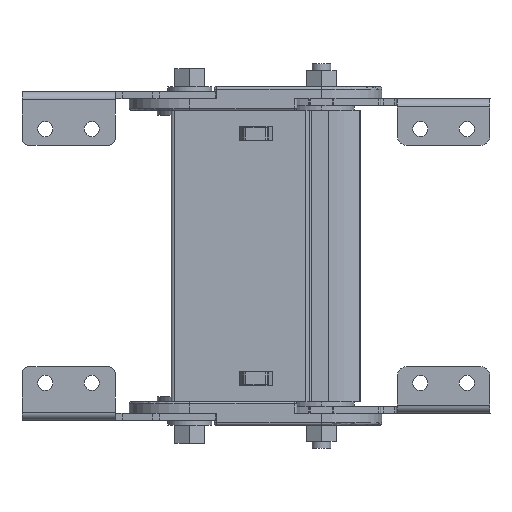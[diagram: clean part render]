
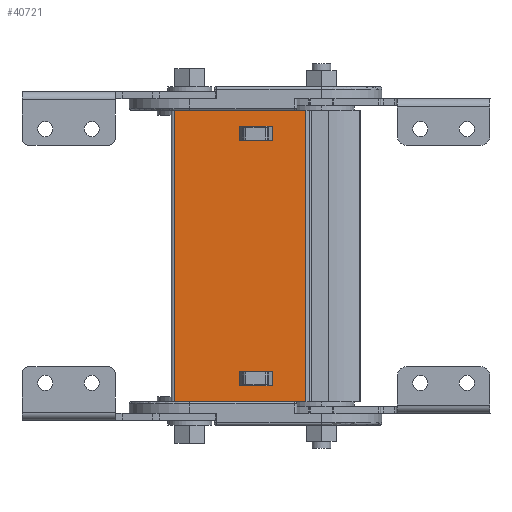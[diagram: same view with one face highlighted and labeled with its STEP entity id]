
A CAD part, front view. The second image highlights one B-rep face of the part: STEP entity #40721.
In plain terms, the highlighted planar face has unit normal (0, -1, 0).
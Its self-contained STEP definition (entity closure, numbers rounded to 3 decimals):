
#417 = EDGE_CURVE ( 'NONE', #1566, #40249, #43382, .T. ) ;
#551 = EDGE_LOOP ( 'NONE', ( #20121, #21995, #11404, #5792 ) ) ;
#1566 = VERTEX_POINT ( 'NONE', #37378 ) ;
#1782 = VECTOR ( 'NONE', #23704, 1000. ) ;
#2480 = VECTOR ( 'NONE', #33838, 1000. ) ;
#3700 = EDGE_CURVE ( 'NONE', #40249, #16092, #36362, .T. ) ;
#3856 = DIRECTION ( 'NONE',  ( -1., 0., 0. ) ) ;
#4027 = CARTESIAN_POINT ( 'NONE',  ( -40.833, 71.004, 39.784 ) ) ;
#5205 = CARTESIAN_POINT ( 'NONE',  ( -26.833, 71.004, 39.784 ) ) ;
#5792 = ORIENTED_EDGE ( 'NONE', *, *, #14610, .T. ) ;
#5906 = DIRECTION ( 'NONE',  ( 0., 0., -1. ) ) ;
#6598 = CARTESIAN_POINT ( 'NONE',  ( -12.613, 71.004, -72.166 ) ) ;
#6763 = FACE_OUTER_BOUND ( 'NONE', #41432, .T. ) ;
#7084 = DIRECTION ( 'NONE',  ( -1., 0., 0. ) ) ;
#7376 = CARTESIAN_POINT ( 'NONE',  ( -43.833, 71.004, 52.834 ) ) ;
#7520 = VECTOR ( 'NONE', #50449, 1000. ) ;
#9139 = EDGE_CURVE ( 'NONE', #32394, #22767, #35437, .T. ) ;
#9255 = VECTOR ( 'NONE', #3856, 1000. ) ;
#10235 = ORIENTED_EDGE ( 'NONE', *, *, #9139, .F. ) ;
#10608 = LINE ( 'NONE', #31910, #21223 ) ;
#11404 = ORIENTED_EDGE ( 'NONE', *, *, #22988, .T. ) ;
#12777 = LINE ( 'NONE', #39314, #22115 ) ;
#13078 = LINE ( 'NONE', #18708, #7520 ) ;
#13198 = CARTESIAN_POINT ( 'NONE',  ( -40.833, 71.004, -59.116 ) ) ;
#14190 = ORIENTED_EDGE ( 'NONE', *, *, #19795, .F. ) ;
#14220 = CARTESIAN_POINT ( 'NONE',  ( -68.813, 71.004, 134.453 ) ) ;
#14610 = EDGE_CURVE ( 'NONE', #38751, #36842, #31314, .T. ) ;
#15197 = LINE ( 'NONE', #14220, #15845 ) ;
#15478 = FACE_BOUND ( 'NONE', #36515, .T. ) ;
#15845 = VECTOR ( 'NONE', #5906, 1000. ) ;
#16092 = VERTEX_POINT ( 'NONE', #24610 ) ;
#17328 = FACE_BOUND ( 'NONE', #551, .T. ) ;
#18708 = CARTESIAN_POINT ( 'NONE',  ( -40.833, 71.004, 39.784 ) ) ;
#19160 = VECTOR ( 'NONE', #29598, 1000. ) ;
#19795 = EDGE_CURVE ( 'NONE', #16092, #44370, #23074, .T. ) ;
#20121 = ORIENTED_EDGE ( 'NONE', *, *, #20848, .T. ) ;
#20322 = DIRECTION ( 'NONE',  ( 0., 0., 1. ) ) ;
#20603 = VECTOR ( 'NONE', #36381, 1000. ) ;
#20715 = ORIENTED_EDGE ( 'NONE', *, *, #31098, .F. ) ;
#20841 = ORIENTED_EDGE ( 'NONE', *, *, #3700, .F. ) ;
#20848 = EDGE_CURVE ( 'NONE', #36842, #49330, #43381, .T. ) ;
#21183 = VERTEX_POINT ( 'NONE', #25886 ) ;
#21223 = VECTOR ( 'NONE', #20322, 1000. ) ;
#21995 = ORIENTED_EDGE ( 'NONE', *, *, #39142, .T. ) ;
#22115 = VECTOR ( 'NONE', #40197, 1000. ) ;
#22767 = VERTEX_POINT ( 'NONE', #24776 ) ;
#22988 = EDGE_CURVE ( 'NONE', #21183, #38751, #32172, .T. ) ;
#23074 = LINE ( 'NONE', #27216, #20603 ) ;
#23387 = CARTESIAN_POINT ( 'NONE',  ( -68.813, 71.004, 52.834 ) ) ;
#23580 = ORIENTED_EDGE ( 'NONE', *, *, #38618, .F. ) ;
#23704 = DIRECTION ( 'NONE',  ( -1., 0., 0. ) ) ;
#24568 = CARTESIAN_POINT ( 'NONE',  ( -26.833, 71.004, 39.784 ) ) ;
#24610 = CARTESIAN_POINT ( 'NONE',  ( -40.833, 71.004, -65.416 ) ) ;
#24776 = CARTESIAN_POINT ( 'NONE',  ( -68.813, 71.004, -72.166 ) ) ;
#25483 = CARTESIAN_POINT ( 'NONE',  ( -43.833, 71.004, 52.834 ) ) ;
#25886 = CARTESIAN_POINT ( 'NONE',  ( -40.833, 71.004, 46.084 ) ) ;
#27216 = CARTESIAN_POINT ( 'NONE',  ( -40.833, 71.004, -65.416 ) ) ;
#28086 = EDGE_CURVE ( 'NONE', #35111, #49458, #34725, .T. ) ;
#29598 = DIRECTION ( 'NONE',  ( 1., 0., 0. ) ) ;
#31098 = EDGE_CURVE ( 'NONE', #35111, #32394, #12777, .T. ) ;
#31314 = LINE ( 'NONE', #24568, #37501 ) ;
#31910 = CARTESIAN_POINT ( 'NONE',  ( -26.833, 71.004, -59.116 ) ) ;
#32172 = LINE ( 'NONE', #45010, #19160 ) ;
#32394 = VERTEX_POINT ( 'NONE', #6598 ) ;
#32993 = ORIENTED_EDGE ( 'NONE', *, *, #28086, .T. ) ;
#33091 = DIRECTION ( 'NONE',  ( 0., 0., -1. ) ) ;
#33514 = CARTESIAN_POINT ( 'NONE',  ( -43.833, 71.004, -72.166 ) ) ;
#33594 = DIRECTION ( 'NONE',  ( 0., 1., 0. ) ) ;
#33838 = DIRECTION ( 'NONE',  ( -1., 0., 0. ) ) ;
#34725 = LINE ( 'NONE', #7376, #1782 ) ;
#34763 = AXIS2_PLACEMENT_3D ( 'NONE', #25483, #33594, #33091 ) ;
#35104 = VECTOR ( 'NONE', #39397, 1000. ) ;
#35111 = VERTEX_POINT ( 'NONE', #47454 ) ;
#35437 = LINE ( 'NONE', #33514, #2480 ) ;
#36362 = LINE ( 'NONE', #47548, #35104 ) ;
#36381 = DIRECTION ( 'NONE',  ( 1., 0., 0. ) ) ;
#36515 = EDGE_LOOP ( 'NONE', ( #45262, #23580, #14190, #20841 ) ) ;
#36700 = DIRECTION ( 'NONE',  ( 0., 0., -1. ) ) ;
#36842 = VERTEX_POINT ( 'NONE', #5205 ) ;
#36931 = CARTESIAN_POINT ( 'NONE',  ( -26.833, 71.004, 46.084 ) ) ;
#37378 = CARTESIAN_POINT ( 'NONE',  ( -26.833, 71.004, -59.116 ) ) ;
#37501 = VECTOR ( 'NONE', #36700, 1000. ) ;
#38009 = CARTESIAN_POINT ( 'NONE',  ( -26.833, 71.004, -65.416 ) ) ;
#38618 = EDGE_CURVE ( 'NONE', #44370, #1566, #10608, .T. ) ;
#38647 = CARTESIAN_POINT ( 'NONE',  ( -40.833, 71.004, -59.116 ) ) ;
#38751 = VERTEX_POINT ( 'NONE', #36931 ) ;
#39142 = EDGE_CURVE ( 'NONE', #49330, #21183, #13078, .T. ) ;
#39314 = CARTESIAN_POINT ( 'NONE',  ( -12.613, 71.004, 134.453 ) ) ;
#39397 = DIRECTION ( 'NONE',  ( 0., 0., -1. ) ) ;
#40197 = DIRECTION ( 'NONE',  ( 0., 0., -1. ) ) ;
#40249 = VERTEX_POINT ( 'NONE', #13198 ) ;
#40721 = ADVANCED_FACE ( 'NONE', ( #17328, #6763, #15478 ), #49094, .F. ) ;
#41432 = EDGE_LOOP ( 'NONE', ( #44438, #10235, #20715, #32993 ) ) ;
#42099 = CARTESIAN_POINT ( 'NONE',  ( -40.833, 71.004, 39.784 ) ) ;
#43381 = LINE ( 'NONE', #4027, #9255 ) ;
#43382 = LINE ( 'NONE', #38647, #48418 ) ;
#44370 = VERTEX_POINT ( 'NONE', #38009 ) ;
#44438 = ORIENTED_EDGE ( 'NONE', *, *, #46057, .T. ) ;
#45010 = CARTESIAN_POINT ( 'NONE',  ( -40.833, 71.004, 46.084 ) ) ;
#45262 = ORIENTED_EDGE ( 'NONE', *, *, #417, .F. ) ;
#46057 = EDGE_CURVE ( 'NONE', #49458, #22767, #15197, .T. ) ;
#47454 = CARTESIAN_POINT ( 'NONE',  ( -12.613, 71.004, 52.834 ) ) ;
#47548 = CARTESIAN_POINT ( 'NONE',  ( -40.833, 71.004, -59.116 ) ) ;
#48418 = VECTOR ( 'NONE', #7084, 1000. ) ;
#49094 = PLANE ( 'NONE',  #34763 ) ;
#49330 = VERTEX_POINT ( 'NONE', #42099 ) ;
#49458 = VERTEX_POINT ( 'NONE', #23387 ) ;
#50449 = DIRECTION ( 'NONE',  ( 0., 0., 1. ) ) ;
